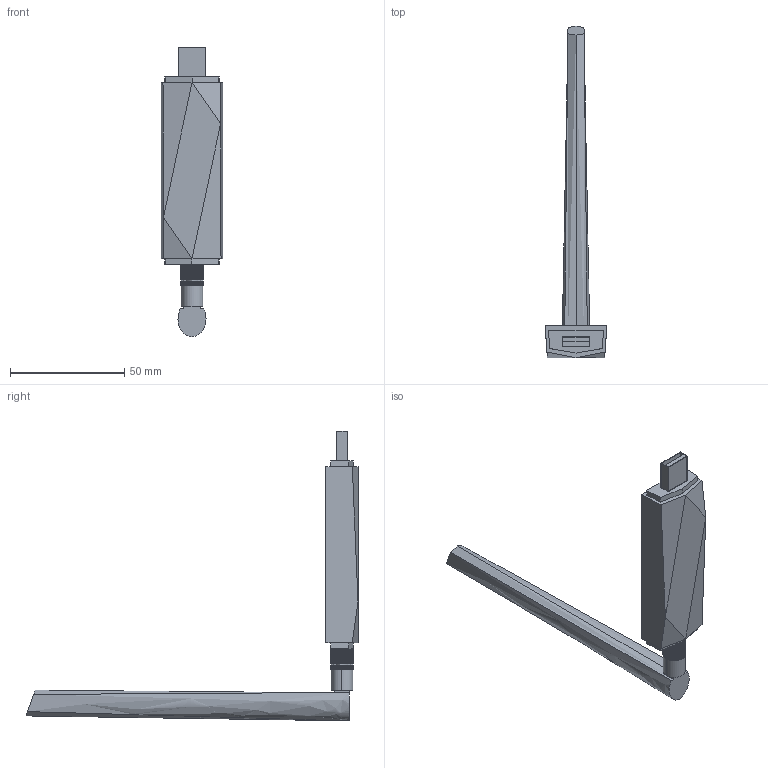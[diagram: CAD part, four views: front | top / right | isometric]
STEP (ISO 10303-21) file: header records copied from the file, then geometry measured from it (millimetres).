
FILE_DESCRIPTION (( 'STEP AP203' ), '1' );
FILE_NAME ('A_ASUS Wireless USB AC56.STEP', '2019-08-23T11:27:28', ( '' ), ( '' ), 'SwSTEP 2.0', 'SolidWorks 2018', '' );
FILE_SCHEMA (( 'CONFIG_CONTROL_DESIGN' ));
Length unit declared in the file: millimetre
Products named in the file (3): ASUS Wireless USB AC56 Stick; ASUS Wireless USB AC56 Antenna; A_ASUS Wireless USB AC56
Assembly tree (2 placements, depth 2):
  A_ASUS Wireless USB AC56
    ASUS Wireless USB AC56 Stick
    ASUS Wireless USB AC56 Antenna
Bounding box: 27 x 145.1 x 126.6 mm (x, y, z)
Volume: 42808 mm3; surface area: 14194.3 mm2
Topology: 3 solids, 3 shells, 213 faces, 594 edges, 393 vertices
Faces by surface type: plane 199, cylinder 6, bspline 6, cone 2
Entity records: 7135 total; most frequent: CARTESIAN_POINT 1393, ORIENTED_EDGE 1184, DIRECTION 1016, EDGE_CURVE 592, VECTOR 568, LINE 568, VERTEX_POINT 393, EDGE_LOOP 225
